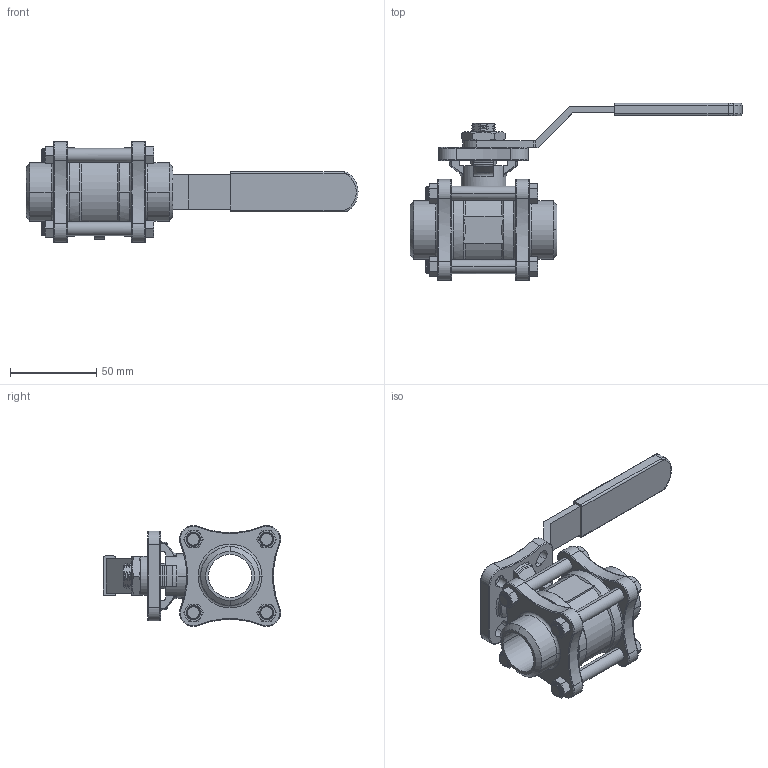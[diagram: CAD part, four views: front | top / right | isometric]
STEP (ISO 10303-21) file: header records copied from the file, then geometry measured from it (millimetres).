
FILE_DESCRIPTION((''),'2;1');
FILE_NAME('2012D-M3-025_ASM','2014-12-26T',('Administrator'),(''),'PRO/ENGINEER BY PARAMETRIC TECHNOLOGY CORPORATION, 2011080','PRO/ENGINEER BY PARAMETRIC TECHNOLOGY CORPORATION, 2011080','');
FILE_SCHEMA(('CONFIG_CONTROL_DESIGN'));
Products named in the file (11): 2013D-M3-025A-BODY_2; 2013D-M3-BALL-025_2; 2013D-M3-SETM-025_2; 2013D-M3-BASHOUPIAN-025_2; 2013D-M3-HANDLE-025_2; JIAOTAO025_2; 2013D-M3-025-CAP1_2; 025LUOGAN_2; LUOMU_2; 2013D-M3-HANDLENUT-025_2; 2012D-M3-025_ASM
Assembly tree (17 placements, depth 2):
  2012D-M3-025_ASM
    2013D-M3-025A-BODY_2
    2013D-M3-BALL-025_2
    2013D-M3-SETM-025_2
    2013D-M3-BASHOUPIAN-025_2
    2013D-M3-HANDLE-025_2
    JIAOTAO025_2
    2013D-M3-025-CAP1_2  x2
    025LUOGAN_2  x4
    LUOMU_2  x4
    2013D-M3-HANDLENUT-025_2
Bounding box: 192 x 102.4 x 58.41 mm (x, y, z)
Volume: 148892 mm3; surface area: 74984.2 mm2
Topology: 17 solids, 17 shells, 970 faces, 2512 edges, 1579 vertices
Faces by surface type: cylinder 335, plane 196, bspline 190, cone 144, torus 101, sphere 4
Entity records: 52495 total; most frequent: CARTESIAN_POINT 37445, ORIENTED_EDGE 3414, DIRECTION 2664, EDGE_CURVE 1707, VERTEX_POINT 1086, AXIS2_PLACEMENT_3D 1066, EDGE_LOOP 683, FACE_OUTER_BOUND 642
